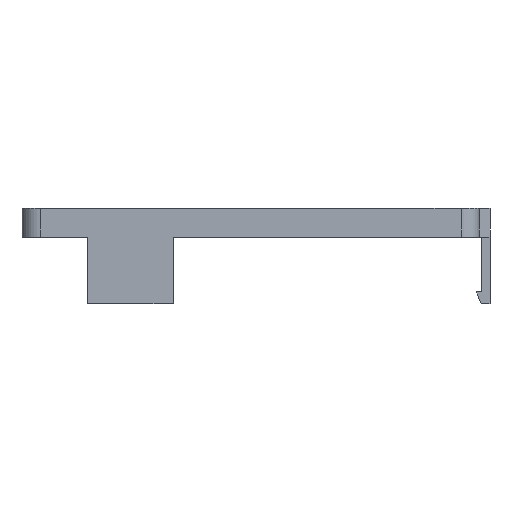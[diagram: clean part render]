
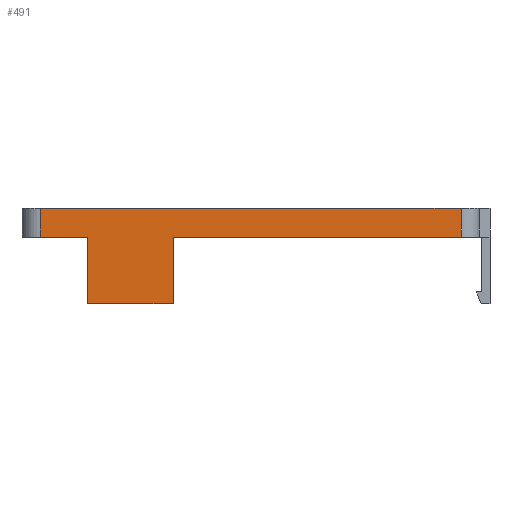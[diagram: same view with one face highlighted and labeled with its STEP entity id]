
A CAD part, left-side view. The second image highlights one B-rep face of the part: STEP entity #491.
In plain terms, the highlighted planar face has unit normal (-1, 0, 0).
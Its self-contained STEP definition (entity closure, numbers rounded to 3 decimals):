
#33 = DIRECTION ( 'NONE',  ( 0., 1., 0. ) ) ;
#185 = VECTOR ( 'NONE', #3511, 1000. ) ;
#219 = VERTEX_POINT ( 'NONE', #3546 ) ;
#343 = VECTOR ( 'NONE', #2229, 1000. ) ;
#345 = AXIS2_PLACEMENT_3D ( 'NONE', #5090, #3752, #33 ) ;
#491 = ADVANCED_FACE ( 'NONE', ( #1333 ), #842, .F. ) ;
#503 = DIRECTION ( 'NONE',  ( 0., 0., -1. ) ) ;
#555 = VECTOR ( 'NONE', #3085, 1000. ) ;
#672 = EDGE_CURVE ( 'NONE', #4239, #2412, #1828, .T. ) ;
#842 = PLANE ( 'NONE',  #345 ) ;
#973 = LINE ( 'NONE', #5075, #1401 ) ;
#1009 = DIRECTION ( 'NONE',  ( 0., 0., -1. ) ) ;
#1053 = EDGE_CURVE ( 'NONE', #3754, #219, #3857, .T. ) ;
#1062 = EDGE_CURVE ( 'NONE', #219, #2412, #4702, .T. ) ;
#1108 = CARTESIAN_POINT ( 'NONE',  ( -46.29, 54.2, -12.4 ) ) ;
#1333 = FACE_OUTER_BOUND ( 'NONE', #2889, .T. ) ;
#1358 = EDGE_CURVE ( 'NONE', #4698, #4595, #2215, .T. ) ;
#1371 = CARTESIAN_POINT ( 'NONE',  ( -46.29, 79., 0. ) ) ;
#1384 = ORIENTED_EDGE ( 'NONE', *, *, #1483, .T. ) ;
#1401 = VECTOR ( 'NONE', #2569, 1000. ) ;
#1404 = CARTESIAN_POINT ( 'NONE',  ( -46.29, 0.5, 0. ) ) ;
#1450 = ORIENTED_EDGE ( 'NONE', *, *, #1053, .F. ) ;
#1483 = EDGE_CURVE ( 'NONE', #2162, #4239, #2704, .T. ) ;
#1491 = CARTESIAN_POINT ( 'NONE',  ( -46.29, 0.5, 5.4 ) ) ;
#1504 = VERTEX_POINT ( 'NONE', #5154 ) ;
#1638 = VECTOR ( 'NONE', #1009, 1000. ) ;
#1778 = EDGE_CURVE ( 'NONE', #3754, #4698, #2561, .T. ) ;
#1828 = LINE ( 'NONE', #2288, #185 ) ;
#2162 = VERTEX_POINT ( 'NONE', #1108 ) ;
#2215 = LINE ( 'NONE', #1371, #5316 ) ;
#2229 = DIRECTION ( 'NONE',  ( 0., -1., 0. ) ) ;
#2268 = CARTESIAN_POINT ( 'NONE',  ( -46.29, 54.2, -12.4 ) ) ;
#2288 = CARTESIAN_POINT ( 'NONE',  ( -46.29, 79., 0. ) ) ;
#2322 = EDGE_CURVE ( 'NONE', #1504, #4595, #3298, .T. ) ;
#2412 = VERTEX_POINT ( 'NONE', #1404 ) ;
#2561 = LINE ( 'NONE', #2993, #4984 ) ;
#2569 = DIRECTION ( 'NONE',  ( 0., 1., 0. ) ) ;
#2704 = LINE ( 'NONE', #2268, #555 ) ;
#2793 = CARTESIAN_POINT ( 'NONE',  ( -46.29, 79., 0. ) ) ;
#2889 = EDGE_LOOP ( 'NONE', ( #4994, #4035, #4714, #1384, #4533, #5101, #1450, #4264 ) ) ;
#2993 = CARTESIAN_POINT ( 'NONE',  ( -46.29, 79., 5.4 ) ) ;
#3085 = DIRECTION ( 'NONE',  ( 0., 0., 1. ) ) ;
#3148 = CARTESIAN_POINT ( 'NONE',  ( -46.29, 79., 5.4 ) ) ;
#3298 = LINE ( 'NONE', #4088, #5083 ) ;
#3463 = DIRECTION ( 'NONE',  ( 0., -1., 0. ) ) ;
#3487 = CARTESIAN_POINT ( 'NONE',  ( -46.29, 54.2, 0. ) ) ;
#3511 = DIRECTION ( 'NONE',  ( 0., -1., 0. ) ) ;
#3546 = CARTESIAN_POINT ( 'NONE',  ( -46.29, 0.5, 5.4 ) ) ;
#3752 = DIRECTION ( 'NONE',  ( 1., 0., 0. ) ) ;
#3754 = VERTEX_POINT ( 'NONE', #5079 ) ;
#3857 = LINE ( 'NONE', #3148, #343 ) ;
#4035 = ORIENTED_EDGE ( 'NONE', *, *, #2322, .F. ) ;
#4088 = CARTESIAN_POINT ( 'NONE',  ( -46.29, 70.2, -12.4 ) ) ;
#4239 = VERTEX_POINT ( 'NONE', #3487 ) ;
#4264 = ORIENTED_EDGE ( 'NONE', *, *, #1778, .T. ) ;
#4532 = DIRECTION ( 'NONE',  ( 0., 0., 1. ) ) ;
#4533 = ORIENTED_EDGE ( 'NONE', *, *, #672, .T. ) ;
#4595 = VERTEX_POINT ( 'NONE', #5088 ) ;
#4698 = VERTEX_POINT ( 'NONE', #2793 ) ;
#4702 = LINE ( 'NONE', #1491, #1638 ) ;
#4714 = ORIENTED_EDGE ( 'NONE', *, *, #5331, .F. ) ;
#4984 = VECTOR ( 'NONE', #503, 1000. ) ;
#4994 = ORIENTED_EDGE ( 'NONE', *, *, #1358, .T. ) ;
#5075 = CARTESIAN_POINT ( 'NONE',  ( -46.29, 70.2, -12.4 ) ) ;
#5079 = CARTESIAN_POINT ( 'NONE',  ( -46.29, 79., 5.4 ) ) ;
#5083 = VECTOR ( 'NONE', #4532, 1000. ) ;
#5088 = CARTESIAN_POINT ( 'NONE',  ( -46.29, 70.2, 0. ) ) ;
#5090 = CARTESIAN_POINT ( 'NONE',  ( -46.29, 79., 5.4 ) ) ;
#5101 = ORIENTED_EDGE ( 'NONE', *, *, #1062, .F. ) ;
#5154 = CARTESIAN_POINT ( 'NONE',  ( -46.29, 70.2, -12.4 ) ) ;
#5316 = VECTOR ( 'NONE', #3463, 1000. ) ;
#5331 = EDGE_CURVE ( 'NONE', #2162, #1504, #973, .T. ) ;
